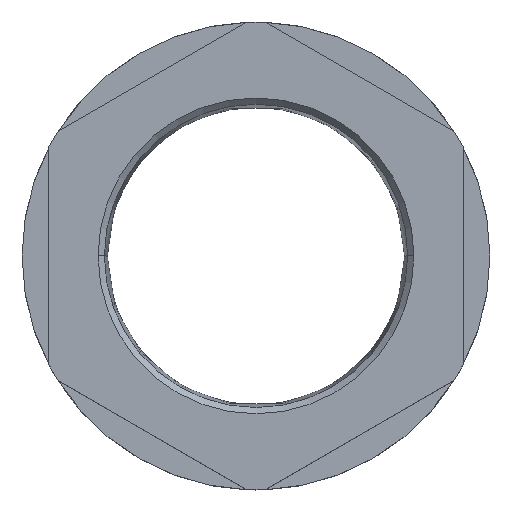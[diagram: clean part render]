
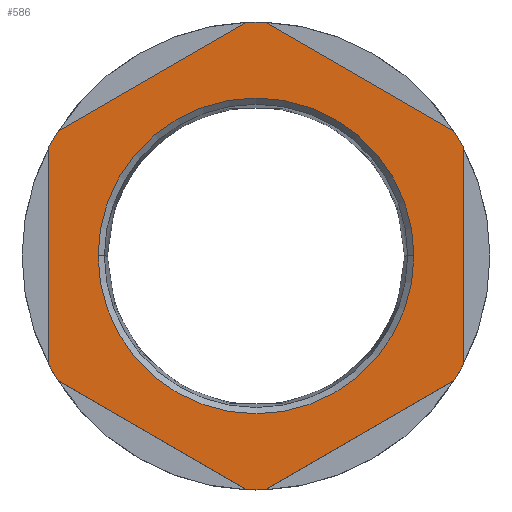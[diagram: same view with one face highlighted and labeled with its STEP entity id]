
A CAD part, top view. The second image highlights one B-rep face of the part: STEP entity #586.
In plain terms, the highlighted planar face has unit normal (0, 0, 1).
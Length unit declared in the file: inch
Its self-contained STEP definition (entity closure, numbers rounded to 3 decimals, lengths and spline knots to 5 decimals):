
#6 = AXIS2_PLACEMENT_3D ( 'NONE', #592, #591, #590 ) ;
#7 = ORIENTED_EDGE ( 'NONE', *, *, #546, .T. ) ;
#9 = CIRCLE ( 'NONE', #155, 0.6 ) ;
#18 = EDGE_CURVE ( 'NONE', #222, #176, #334, .T. ) ;
#21 = VERTEX_POINT ( 'NONE', #261 ) ;
#24 = CARTESIAN_POINT ( 'NONE',  ( -0.531, 0.27935, 0.138 ) ) ;
#25 = CIRCLE ( 'NONE', #306, 0.6 ) ;
#37 = VERTEX_POINT ( 'NONE', #681 ) ;
#46 = ORIENTED_EDGE ( 'NONE', *, *, #18, .T. ) ;
#48 = AXIS2_PLACEMENT_3D ( 'NONE', #662, #80, #642 ) ;
#80 = DIRECTION ( 'NONE',  ( 0., 0., 1. ) ) ;
#84 = VECTOR ( 'NONE', #498, 39.37008 ) ;
#93 = DIRECTION ( 'NONE',  ( 1., 0., 0. ) ) ;
#97 = VECTOR ( 'NONE', #493, 39.37008 ) ;
#100 = DIRECTION ( 'NONE',  ( 0., 0., 1. ) ) ;
#104 = LINE ( 'NONE', #488, #228 ) ;
#107 = CIRCLE ( 'NONE', #237, 0.405 ) ;
#109 = EDGE_CURVE ( 'NONE', #210, #141, #25, .T. ) ;
#122 = ORIENTED_EDGE ( 'NONE', *, *, #417, .T. ) ;
#124 = LINE ( 'NONE', #523, #181 ) ;
#135 = CARTESIAN_POINT ( 'NONE',  ( 0., 0., 0.138 ) ) ;
#137 = ORIENTED_EDGE ( 'NONE', *, *, #371, .T. ) ;
#141 = VERTEX_POINT ( 'NONE', #275 ) ;
#155 = AXIS2_PLACEMENT_3D ( 'NONE', #649, #512, #657 ) ;
#162 = LINE ( 'NONE', #497, #97 ) ;
#168 = LINE ( 'NONE', #487, #538 ) ;
#176 = VERTEX_POINT ( 'NONE', #177 ) ;
#177 = CARTESIAN_POINT ( 'NONE',  ( -0.02357, 0.59954, 0.138 ) ) ;
#181 = VECTOR ( 'NONE', #530, 39.37008 ) ;
#182 = VERTEX_POINT ( 'NONE', #24 ) ;
#187 = LINE ( 'NONE', #500, #84 ) ;
#194 = EDGE_CURVE ( 'NONE', #37, #233, #435, .T. ) ;
#198 = AXIS2_PLACEMENT_3D ( 'NONE', #257, #603, #644 ) ;
#207 = ORIENTED_EDGE ( 'NONE', *, *, #456, .F. ) ;
#210 = VERTEX_POINT ( 'NONE', #655 ) ;
#221 = EDGE_CURVE ( 'NONE', #378, #182, #9, .T. ) ;
#222 = VERTEX_POINT ( 'NONE', #695 ) ;
#228 = VECTOR ( 'NONE', #485, 39.37008 ) ;
#233 = VERTEX_POINT ( 'NONE', #374 ) ;
#237 = AXIS2_PLACEMENT_3D ( 'NONE', #507, #505, #502 ) ;
#245 = CIRCLE ( 'NONE', #448, 0.6 ) ;
#254 = FACE_OUTER_BOUND ( 'NONE', #385, .T. ) ;
#257 = CARTESIAN_POINT ( 'NONE',  ( 0., 0., 0.138 ) ) ;
#261 = CARTESIAN_POINT ( 'NONE',  ( -0.02357, -0.59954, 0.138 ) ) ;
#270 = VERTEX_POINT ( 'NONE', #667 ) ;
#272 = ORIENTED_EDGE ( 'NONE', *, *, #109, .T. ) ;
#275 = CARTESIAN_POINT ( 'NONE',  ( 0.50743, 0.32018, 0.138 ) ) ;
#290 = ORIENTED_EDGE ( 'NONE', *, *, #221, .T. ) ;
#300 = ORIENTED_EDGE ( 'NONE', *, *, #472, .T. ) ;
#305 = EDGE_CURVE ( 'NONE', #315, #658, #688, .T. ) ;
#306 = AXIS2_PLACEMENT_3D ( 'NONE', #361, #349, #331 ) ;
#315 = VERTEX_POINT ( 'NONE', #633 ) ;
#331 = DIRECTION ( 'NONE',  ( 1., 0., 0. ) ) ;
#334 = CIRCLE ( 'NONE', #449, 0.6 ) ;
#337 = CARTESIAN_POINT ( 'NONE',  ( 0.02357, -0.59954, 0.138 ) ) ;
#340 = CARTESIAN_POINT ( 'NONE',  ( 0.531, -0.27935, 0.138 ) ) ;
#349 = DIRECTION ( 'NONE',  ( 0., 0., 1. ) ) ;
#361 = CARTESIAN_POINT ( 'NONE',  ( 0., 0., 0.138 ) ) ;
#371 = EDGE_CURVE ( 'NONE', #21, #659, #687, .T. ) ;
#374 = CARTESIAN_POINT ( 'NONE',  ( 0.405, 0., 0.138 ) ) ;
#377 = VERTEX_POINT ( 'NONE', #617 ) ;
#378 = VERTEX_POINT ( 'NONE', #580 ) ;
#379 = LINE ( 'NONE', #428, #468 ) ;
#380 = DIRECTION ( 'NONE',  ( 1., 0., 0. ) ) ;
#382 = DIRECTION ( 'NONE',  ( 0., 0., 1. ) ) ;
#385 = EDGE_LOOP ( 'NONE', ( #290, #570, #122, #415, #137, #300, #475, #466, #272, #7, #46, #587 ) ) ;
#401 = PLANE ( 'NONE',  #419 ) ;
#415 = ORIENTED_EDGE ( 'NONE', *, *, #459, .T. ) ;
#417 = EDGE_CURVE ( 'NONE', #377, #270, #245, .T. ) ;
#419 = AXIS2_PLACEMENT_3D ( 'NONE', #421, #382, #380 ) ;
#421 = CARTESIAN_POINT ( 'NONE',  ( 0., 0., 0.138 ) ) ;
#428 = CARTESIAN_POINT ( 'NONE',  ( -0.2655, 0.45986, 0.138 ) ) ;
#435 = CIRCLE ( 'NONE', #198, 0.405 ) ;
#437 = DIRECTION ( 'NONE',  ( -0.866, -0.5, 0. ) ) ;
#448 = AXIS2_PLACEMENT_3D ( 'NONE', #547, #545, #543 ) ;
#449 = AXIS2_PLACEMENT_3D ( 'NONE', #135, #100, #93 ) ;
#456 = EDGE_CURVE ( 'NONE', #233, #37, #107, .T. ) ;
#457 = DIRECTION ( 'NONE',  ( -0.866, 0.5, 0. ) ) ;
#458 = EDGE_CURVE ( 'NONE', #182, #377, #124, .T. ) ;
#459 = EDGE_CURVE ( 'NONE', #270, #21, #187, .T. ) ;
#466 = ORIENTED_EDGE ( 'NONE', *, *, #503, .T. ) ;
#468 = VECTOR ( 'NONE', #437, 39.37008 ) ;
#472 = EDGE_CURVE ( 'NONE', #659, #315, #162, .T. ) ;
#475 = ORIENTED_EDGE ( 'NONE', *, *, #305, .T. ) ;
#485 = DIRECTION ( 'NONE',  ( 0., 1., 0. ) ) ;
#487 = CARTESIAN_POINT ( 'NONE',  ( 0.2655, 0.45986, 0.138 ) ) ;
#488 = CARTESIAN_POINT ( 'NONE',  ( 0.531, 0., 0.138 ) ) ;
#493 = DIRECTION ( 'NONE',  ( 0.866, 0.5, 0. ) ) ;
#497 = CARTESIAN_POINT ( 'NONE',  ( 0.2655, -0.45986, 0.138 ) ) ;
#498 = DIRECTION ( 'NONE',  ( 0.866, -0.5, 0. ) ) ;
#500 = CARTESIAN_POINT ( 'NONE',  ( -0.2655, -0.45986, 0.138 ) ) ;
#502 = DIRECTION ( 'NONE',  ( 1., 0., 0. ) ) ;
#503 = EDGE_CURVE ( 'NONE', #658, #210, #104, .T. ) ;
#505 = DIRECTION ( 'NONE',  ( 0., 0., 1. ) ) ;
#507 = CARTESIAN_POINT ( 'NONE',  ( 0., 0., 0.138 ) ) ;
#512 = DIRECTION ( 'NONE',  ( 0., 0., 1. ) ) ;
#523 = CARTESIAN_POINT ( 'NONE',  ( -0.531, 0., 0.138 ) ) ;
#524 = EDGE_LOOP ( 'NONE', ( #207, #597 ) ) ;
#530 = DIRECTION ( 'NONE',  ( 0., -1., 0. ) ) ;
#538 = VECTOR ( 'NONE', #457, 39.37008 ) ;
#543 = DIRECTION ( 'NONE',  ( 1., 0., 0. ) ) ;
#545 = DIRECTION ( 'NONE',  ( 0., 0., 1. ) ) ;
#546 = EDGE_CURVE ( 'NONE', #141, #222, #168, .T. ) ;
#547 = CARTESIAN_POINT ( 'NONE',  ( 0., 0., 0.138 ) ) ;
#569 = EDGE_CURVE ( 'NONE', #176, #378, #379, .T. ) ;
#570 = ORIENTED_EDGE ( 'NONE', *, *, #458, .T. ) ;
#580 = CARTESIAN_POINT ( 'NONE',  ( -0.50743, 0.32018, 0.138 ) ) ;
#586 = ADVANCED_FACE ( 'NONE', ( #598, #254 ), #401, .T. ) ;
#587 = ORIENTED_EDGE ( 'NONE', *, *, #569, .T. ) ;
#590 = DIRECTION ( 'NONE',  ( 1., 0., 0. ) ) ;
#591 = DIRECTION ( 'NONE',  ( 0., 0., 1. ) ) ;
#592 = CARTESIAN_POINT ( 'NONE',  ( 0., 0., 0.138 ) ) ;
#597 = ORIENTED_EDGE ( 'NONE', *, *, #194, .F. ) ;
#598 = FACE_BOUND ( 'NONE', #524, .T. ) ;
#603 = DIRECTION ( 'NONE',  ( 0., 0., 1. ) ) ;
#617 = CARTESIAN_POINT ( 'NONE',  ( -0.531, -0.27935, 0.138 ) ) ;
#633 = CARTESIAN_POINT ( 'NONE',  ( 0.50743, -0.32018, 0.138 ) ) ;
#642 = DIRECTION ( 'NONE',  ( 1., 0., 0. ) ) ;
#644 = DIRECTION ( 'NONE',  ( 1., 0., 0. ) ) ;
#649 = CARTESIAN_POINT ( 'NONE',  ( 0., 0., 0.138 ) ) ;
#655 = CARTESIAN_POINT ( 'NONE',  ( 0.531, 0.27935, 0.138 ) ) ;
#657 = DIRECTION ( 'NONE',  ( 1., 0., 0. ) ) ;
#658 = VERTEX_POINT ( 'NONE', #340 ) ;
#659 = VERTEX_POINT ( 'NONE', #337 ) ;
#662 = CARTESIAN_POINT ( 'NONE',  ( 0., 0., 0.138 ) ) ;
#667 = CARTESIAN_POINT ( 'NONE',  ( -0.50743, -0.32018, 0.138 ) ) ;
#681 = CARTESIAN_POINT ( 'NONE',  ( -0.405, 0., 0.138 ) ) ;
#687 = CIRCLE ( 'NONE', #6, 0.6 ) ;
#688 = CIRCLE ( 'NONE', #48, 0.6 ) ;
#695 = CARTESIAN_POINT ( 'NONE',  ( 0.02357, 0.59954, 0.138 ) ) ;
